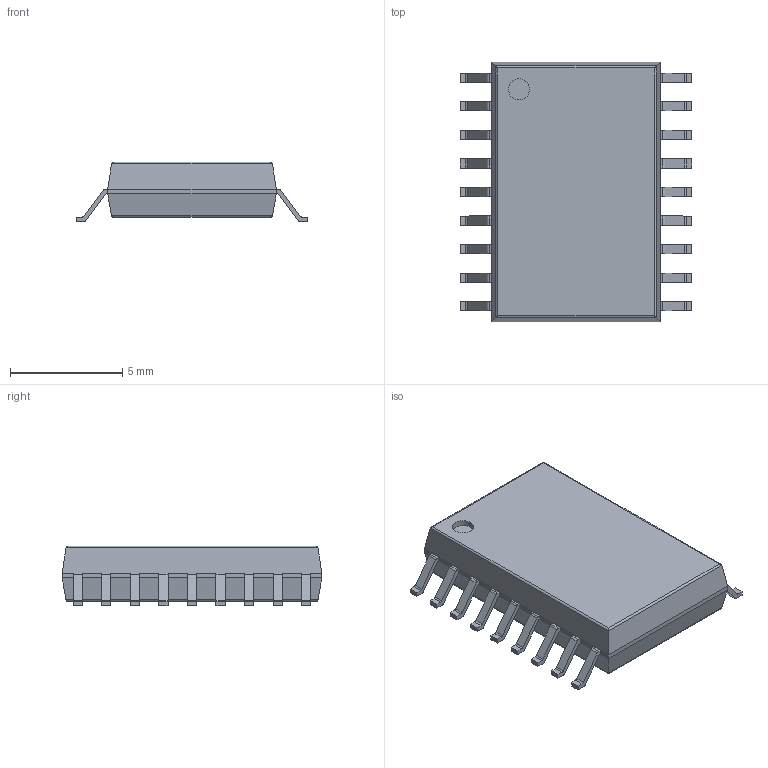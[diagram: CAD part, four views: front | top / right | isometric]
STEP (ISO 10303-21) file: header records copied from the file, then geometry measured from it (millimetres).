
FILE_DESCRIPTION(('FreeCAD Model'),'2;1');
FILE_NAME('159869.2.1.stp','2018-12-28T12:08:21',( 'Author'),(''),'Open CASCADE STEP processor 6.8','FreeCAD','Unknown' );
FILE_SCHEMA(('AUTOMOTIVE_DESIGN_CC2 { 1 2 10303 214 -1 1 5 4 }'));
Length unit declared in the file: millimetre
Products named in the file (3): ASSEMBLY; Body; PinsArrayLR
Assembly tree (2 placements, depth 2):
  ASSEMBLY
    Body
    PinsArrayLR
Bounding box: 10.3 x 11.55 x 2.65 mm (x, y, z)
Volume: 207.1 mm3; surface area: 298.5 mm2
Topology: 19 solids, 19 shells, 258 faces, 641 edges, 422 vertices
Faces by surface type: plane 195, cylinder 63
Full cylindrical faces by diameter (mm): 0.938 x1
Entity records: 16333 total; most frequent: CARTESIAN_POINT 3096, DIRECTION 2455, LINE 1641, VECTOR 1641, ORIENTED_EDGE 1282, PCURVE 1282, DEFINITIONAL_REPRESENTATION 1282, EDGE_CURVE 641
